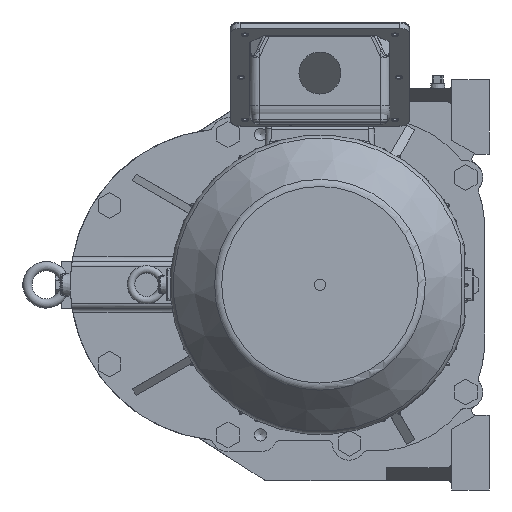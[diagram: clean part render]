
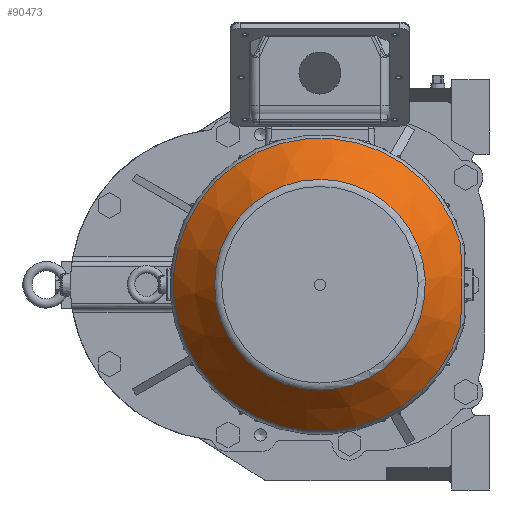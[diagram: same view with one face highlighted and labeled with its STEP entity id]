
A CAD part, left-side view. The second image highlights one B-rep face of the part: STEP entity #90473.
In plain terms, the highlighted conical face has half-angle 40 degrees and reference radius 160.7 mm.
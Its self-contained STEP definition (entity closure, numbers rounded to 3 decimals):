
#3925 = CIRCLE ( 'NONE', #102021, 112.997 ) ;
#9401 = CARTESIAN_POINT ( 'NONE',  ( -432.46, -239.636, 43.537 ) ) ;
#10380 = CARTESIAN_POINT ( 'NONE',  ( -438.641, -240.043, -14.839 ) ) ;
#10652 = EDGE_CURVE ( 'NONE', #105937, #102582, #83362, .T. ) ;
#11482 = EDGE_LOOP ( 'NONE', ( #89779, #118721 ) ) ;
#12380 = CARTESIAN_POINT ( 'NONE',  ( -432.46, -239.636, 43.537 ) ) ;
#21918 = CARTESIAN_POINT ( 'NONE',  ( -439.248, -240.085, -7.517 ) ) ;
#22584 = CARTESIAN_POINT ( 'NONE',  ( -436.344, -239.888, 29.284 ) ) ;
#23464 = EDGE_CURVE ( 'NONE', #102582, #105937, #53693, .T. ) ;
#24547 = EDGE_CURVE ( 'NONE', #82046, #82046, #3925, .T. ) ;
#27286 = AXIS2_PLACEMENT_3D ( 'NONE', #67936, #80916, #48108 ) ;
#30484 = CARTESIAN_POINT ( 'NONE',  ( -485.128, -88.595, 0. ) ) ;
#33529 = CARTESIAN_POINT ( 'NONE',  ( -436.336, -239.888, -29.311 ) ) ;
#42434 = CARTESIAN_POINT ( 'NONE',  ( -439.219, -240.083, 3.606 ) ) ;
#44881 = DIRECTION ( 'NONE',  ( 0., 0., 1. ) ) ;
#48108 = DIRECTION ( 'NONE',  ( 0., 0., -1. ) ) ;
#53693 = CIRCLE ( 'NONE', #71163, 157.191 ) ;
#54018 = CARTESIAN_POINT ( 'NONE',  ( -439.255, -240.086, 1.753 ) ) ;
#63901 = DIRECTION ( 'NONE',  ( 1., 0., 0. ) ) ;
#67936 = CARTESIAN_POINT ( 'NONE',  ( -428.278, -88.595, 0. ) ) ;
#71163 = AXIS2_PLACEMENT_3D ( 'NONE', #117400, #78157, #44881 ) ;
#73532 = DIRECTION ( 'NONE',  ( 0., 0., 1. ) ) ;
#73876 = CARTESIAN_POINT ( 'NONE',  ( -432.46, -239.636, -43.537 ) ) ;
#74518 = CARTESIAN_POINT ( 'NONE',  ( -438.961, -240.066, 9.161 ) ) ;
#78157 = DIRECTION ( 'NONE',  ( -1., 0., 0. ) ) ;
#79571 = FACE_OUTER_BOUND ( 'NONE', #11482, .T. ) ;
#80916 = DIRECTION ( 'NONE',  ( 1., 0., 0. ) ) ;
#82046 = VERTEX_POINT ( 'NONE', #131981 ) ;
#83362 = B_SPLINE_CURVE_WITH_KNOTS ( 'NONE', 3,
 ( #73876, #94355, #33529, #10380, #21918, #54018, #42434, #125875, #74518, #125195, #124514, #22584, #106001, #12380 ),
 .UNSPECIFIED., .F., .F.,
 ( 4, 2, 2, 2, 2, 2, 4 ),
 ( 0., 0.022, 0.044, 0.049, 0.055, 0.066, 0.088 ),
 .UNSPECIFIED. ) ;
#89779 = ORIENTED_EDGE ( 'NONE', *, *, #23464, .T. ) ;
#90473 = ADVANCED_FACE ( 'NONE', ( #122659, #79571 ), #123461, .T. ) ;
#94355 = CARTESIAN_POINT ( 'NONE',  ( -434.637, -239.775, -36.461 ) ) ;
#102021 = AXIS2_PLACEMENT_3D ( 'NONE', #30484, #63901, #73532 ) ;
#102582 = VERTEX_POINT ( 'NONE', #9401 ) ;
#104787 = EDGE_LOOP ( 'NONE', ( #109578 ) ) ;
#105937 = VERTEX_POINT ( 'NONE', #125971 ) ;
#106001 = CARTESIAN_POINT ( 'NONE',  ( -434.639, -239.775, 36.456 ) ) ;
#109578 = ORIENTED_EDGE ( 'NONE', *, *, #24547, .T. ) ;
#117400 = CARTESIAN_POINT ( 'NONE',  ( -432.46, -88.595, 0. ) ) ;
#118721 = ORIENTED_EDGE ( 'NONE', *, *, #10652, .T. ) ;
#122659 = FACE_BOUND ( 'NONE', #104787, .T. ) ;
#123461 = CONICAL_SURFACE ( 'NONE', #27286, 160.7, 0.698 ) ;
#124514 = CARTESIAN_POINT ( 'NONE',  ( -438.077, -240.005, 18.367 ) ) ;
#125195 = CARTESIAN_POINT ( 'NONE',  ( -438.518, -240.035, 14.701 ) ) ;
#125875 = CARTESIAN_POINT ( 'NONE',  ( -439.072, -240.073, 7.309 ) ) ;
#125971 = CARTESIAN_POINT ( 'NONE',  ( -432.46, -239.636, -43.537 ) ) ;
#131981 = CARTESIAN_POINT ( 'NONE',  ( -485.128, -88.595, 112.997 ) ) ;
